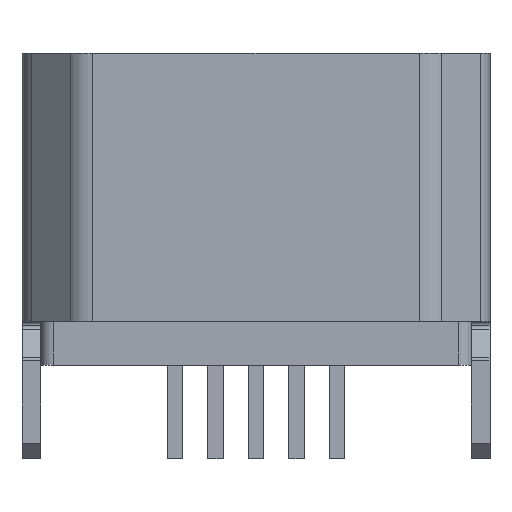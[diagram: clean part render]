
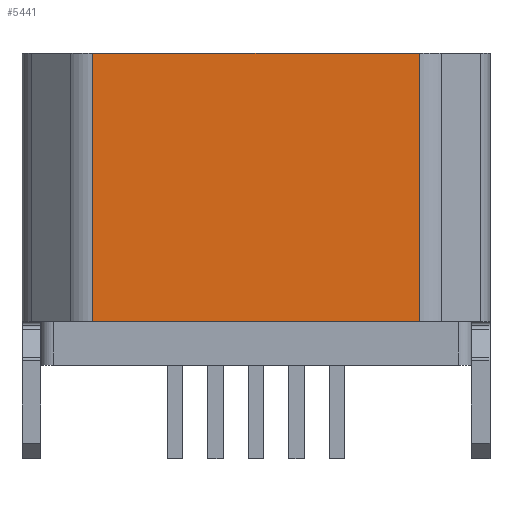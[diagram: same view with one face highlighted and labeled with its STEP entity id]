
A CAD part, front view. The second image highlights one B-rep face of the part: STEP entity #5441.
In plain terms, the highlighted planar face has unit normal (0, -1, 0).
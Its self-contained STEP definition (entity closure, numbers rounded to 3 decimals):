
#500 = VERTEX_POINT ( 'NONE', #14351 ) ;
#1028 = CARTESIAN_POINT ( 'NONE',  ( -2.617, -1.225, 2.5 ) ) ;
#1229 = FACE_OUTER_BOUND ( 'NONE', #16950, .T. ) ;
#1660 = ORIENTED_EDGE ( 'NONE', *, *, #8802, .T. ) ;
#2350 = ORIENTED_EDGE ( 'NONE', *, *, #7436, .F. ) ;
#2894 = ORIENTED_EDGE ( 'NONE', *, *, #12024, .F. ) ;
#3112 = DIRECTION ( 'NONE',  ( 0., 1., 0. ) ) ;
#4563 = VECTOR ( 'NONE', #11541, 1000. ) ;
#4801 = CARTESIAN_POINT ( 'NONE',  ( 2.617, -1.225, -1.8 ) ) ;
#5222 = VERTEX_POINT ( 'NONE', #6626 ) ;
#5441 = ADVANCED_FACE ( 'NONE', ( #1229 ), #17711, .F. ) ;
#5592 = CARTESIAN_POINT ( 'NONE',  ( -2.617, -1.225, -1.8 ) ) ;
#6626 = CARTESIAN_POINT ( 'NONE',  ( -2.617, -1.225, 2.5 ) ) ;
#6794 = DIRECTION ( 'NONE',  ( -1., 0., 0. ) ) ;
#7301 = DIRECTION ( 'NONE',  ( 0., 0., 1. ) ) ;
#7436 = EDGE_CURVE ( 'NONE', #15237, #18729, #16187, .T. ) ;
#8230 = LINE ( 'NONE', #14117, #17558 ) ;
#8757 = CARTESIAN_POINT ( 'NONE',  ( -2.617, -1.225, 2.5 ) ) ;
#8802 = EDGE_CURVE ( 'NONE', #5222, #500, #8230, .T. ) ;
#9106 = ORIENTED_EDGE ( 'NONE', *, *, #17275, .F. ) ;
#9605 = VECTOR ( 'NONE', #6794, 1000. ) ;
#11541 = DIRECTION ( 'NONE',  ( 1., 0., 0. ) ) ;
#12024 = EDGE_CURVE ( 'NONE', #18729, #500, #15978, .T. ) ;
#14117 = CARTESIAN_POINT ( 'NONE',  ( -2.617, -1.225, 2.5 ) ) ;
#14301 = DIRECTION ( 'NONE',  ( 0., 0., -1. ) ) ;
#14346 = LINE ( 'NONE', #1028, #4563 ) ;
#14351 = CARTESIAN_POINT ( 'NONE',  ( -2.617, -1.225, -1.8 ) ) ;
#14560 = AXIS2_PLACEMENT_3D ( 'NONE', #8757, #3112, #7301 ) ;
#15237 = VERTEX_POINT ( 'NONE', #16649 ) ;
#15978 = LINE ( 'NONE', #5592, #9605 ) ;
#15988 = CARTESIAN_POINT ( 'NONE',  ( 2.617, -1.225, 2.5 ) ) ;
#16187 = LINE ( 'NONE', #15988, #18592 ) ;
#16649 = CARTESIAN_POINT ( 'NONE',  ( 2.617, -1.225, 2.5 ) ) ;
#16950 = EDGE_LOOP ( 'NONE', ( #2894, #2350, #9106, #1660 ) ) ;
#17275 = EDGE_CURVE ( 'NONE', #5222, #15237, #14346, .T. ) ;
#17558 = VECTOR ( 'NONE', #14301, 1000. ) ;
#17577 = DIRECTION ( 'NONE',  ( 0., 0., -1. ) ) ;
#17711 = PLANE ( 'NONE',  #14560 ) ;
#18592 = VECTOR ( 'NONE', #17577, 1000. ) ;
#18729 = VERTEX_POINT ( 'NONE', #4801 ) ;
